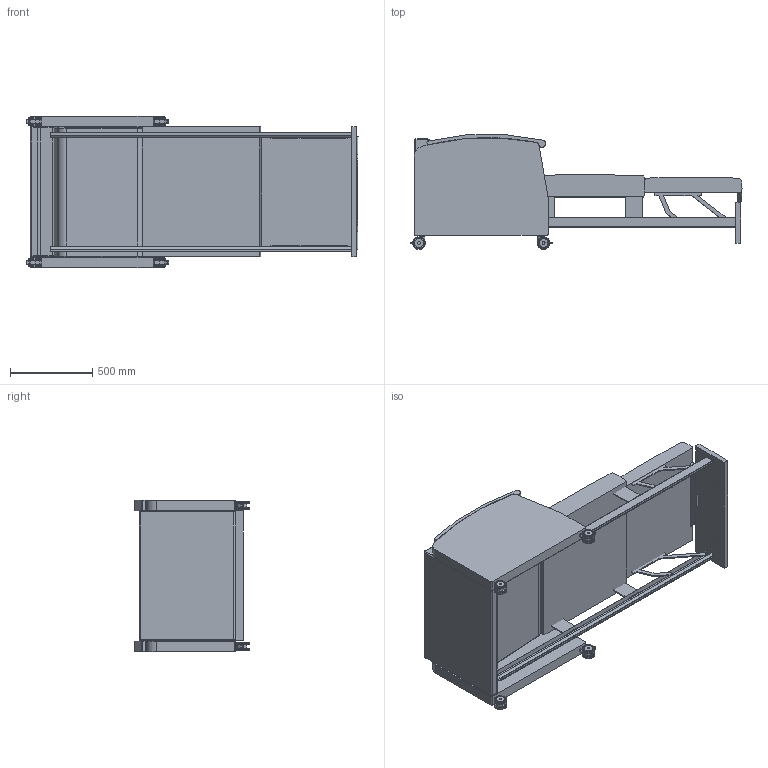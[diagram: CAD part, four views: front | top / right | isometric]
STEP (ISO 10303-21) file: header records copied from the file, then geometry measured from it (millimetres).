
FILE_DESCRIPTION(/* description */ (''),/* implementation_level */ '2;1');
FILE_NAME(/* name */ 'L1800U sleeper.stp',/* time_stamp */ '2017-02-06T13:27:32-05:00',/* author */ ('emerkel'),/* organization */ (''),/* preprocessor_version */ 'ST-DEVELOPER v16.5',/* originating_system */ 'Autodesk Inventor 2017',/* authorisation */ '');
FILE_SCHEMA (('AUTOMOTIVE_DESIGN { 1 0 10303 214 3 1 1 }'));
Length unit declared in the file: inch
Products named in the file (18): L1800U-W sleeper; E0800 UARM L; E0800 UARM R; UFBACK 0700; UOBACK 0700; UPOUT 0700; USEAT 0800; USEATX 0800; FL1010-1 MAC BLK-A; CAST COL 3"LC; CAST COL LOCK; CAST COL 3IN CENTER; CAST COL 3IN WHEEL; CAST COL 3IN INNER WHEEL; CSTR STEM 1.5C; CHANNELS; CHNL BRKT 4X.25; USEATX BRKT
Assembly tree (28 placements, depth 3):
  L1800U-W sleeper
    E0800 UARM L
    E0800 UARM R
    UFBACK 0700
    UOBACK 0700
    UPOUT 0700
    USEAT 0800
    USEATX 0800
    FL1010-1 MAC BLK-A  x2
    CAST COL 3"LC  x4
      CAST COL 3IN WHEEL
      CAST COL LOCK
      CAST COL 3IN CENTER
      CAST COL 3IN INNER WHEEL
      CSTR STEM 1.5C
    CHANNELS  x2
    CHNL BRKT 4X.25  x4
    USEATX BRKT  x2
Bounding box: 2015.62 x 695.74 x 917.58 mm (x, y, z)
Volume: 283667204.5 mm3; surface area: 9244442.9 mm2
Topology: 45 solids, 45 shells, 836 faces, 1820 edges, 1136 vertices
Faces by surface type: cylinder 307, plane 303, torus 160, sphere 40, bspline 14, cone 12
Full cylindrical faces by diameter (mm): 4.366 x10, 7.938 x11, 8.89 x4, 9.525 x4, 10.998 x4, 17.462 x4, 17.475 x4, 17.526 x8, 20.747 x4, 55.88 x8, 55.956 x8, 75.006 x8
Entity records: 10409 total; most frequent: CARTESIAN_POINT 2486, DIRECTION 1660, ORIENTED_EDGE 1414, EDGE_CURVE 707, AXIS2_PLACEMENT_3D 651, VERTEX_POINT 469, EDGE_LOOP 402, LINE 358
